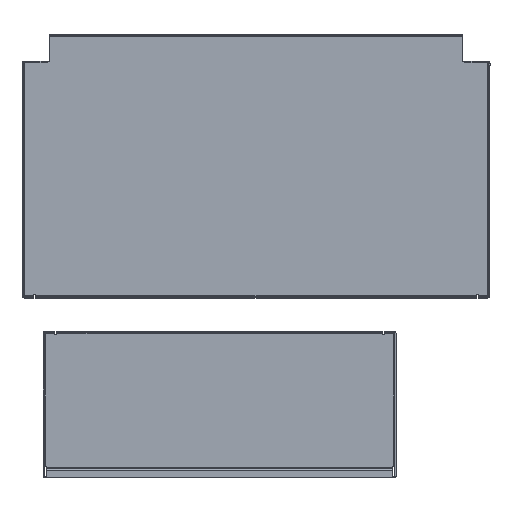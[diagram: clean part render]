
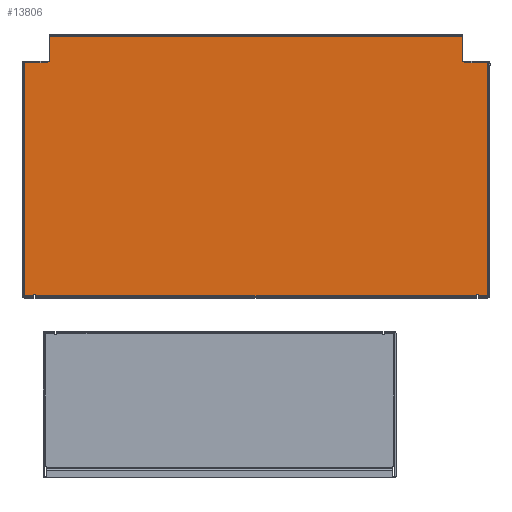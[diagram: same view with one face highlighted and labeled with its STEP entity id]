
A CAD part, top view. The second image highlights one B-rep face of the part: STEP entity #13806.
In plain terms, the highlighted planar face has unit normal (0, 0, 1).
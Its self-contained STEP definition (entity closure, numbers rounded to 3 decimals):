
#165=PLANE('',#14679);
#772=FACE_OUTER_BOUND('',#1562,.T.);
#1562=EDGE_LOOP('',(#9578,#9579,#9580,#9581,#9582,#9583,#9584,#9585,#9586,
#9587,#9588,#9589,#9590,#9591,#9592,#9593,#9594,#9595));
#2410=LINE('',#19702,#4080);
#2414=LINE('',#19726,#4084);
#2444=LINE('',#19828,#4114);
#2447=LINE('',#19833,#4117);
#2448=LINE('',#19834,#4118);
#2449=LINE('',#19836,#4119);
#2450=LINE('',#19840,#4120);
#2451=LINE('',#19842,#4121);
#2452=LINE('',#19844,#4122);
#2453=LINE('',#19848,#4123);
#2454=LINE('',#19850,#4124);
#2455=LINE('',#19852,#4125);
#2456=LINE('',#19853,#4126);
#2457=LINE('',#19857,#4127);
#4080=VECTOR('',#15771,10.);
#4084=VECTOR('',#15797,10.);
#4114=VECTOR('',#15895,10.);
#4117=VECTOR('',#15900,1.783);
#4118=VECTOR('',#15901,10.);
#4119=VECTOR('',#15902,10.);
#4120=VECTOR('',#15905,10.);
#4121=VECTOR('',#15906,10.);
#4122=VECTOR('',#15907,10.);
#4123=VECTOR('',#15910,10.);
#4124=VECTOR('',#15911,10.);
#4125=VECTOR('',#15912,10.);
#4126=VECTOR('',#15913,10.);
#4127=VECTOR('',#15916,10.);
#5775=CIRCLE('',#14680,1.);
#5776=CIRCLE('',#14681,1.);
#5777=CIRCLE('',#14682,1.25);
#5778=CIRCLE('',#14683,1.25);
#6097=VERTEX_POINT('',#19695);
#6100=VERTEX_POINT('',#19700);
#6106=VERTEX_POINT('',#19717);
#6109=VERTEX_POINT('',#19724);
#6141=VERTEX_POINT('',#19815);
#6145=VERTEX_POINT('',#19824);
#6147=VERTEX_POINT('',#19827);
#6149=VERTEX_POINT('',#19835);
#6150=VERTEX_POINT('',#19837);
#6151=VERTEX_POINT('',#19839);
#6152=VERTEX_POINT('',#19841);
#6153=VERTEX_POINT('',#19843);
#6154=VERTEX_POINT('',#19845);
#6155=VERTEX_POINT('',#19847);
#6156=VERTEX_POINT('',#19849);
#6157=VERTEX_POINT('',#19851);
#6158=VERTEX_POINT('',#19854);
#6159=VERTEX_POINT('',#19856);
#7436=EDGE_CURVE('',#6100,#6097,#2410,.T.);
#7447=EDGE_CURVE('',#6109,#6106,#2414,.T.);
#7497=EDGE_CURVE('',#6147,#6145,#2444,.T.);
#7500=EDGE_CURVE('',#6141,#6100,#2447,.T.);
#7501=EDGE_CURVE('',#6141,#6147,#2448,.T.);
#7502=EDGE_CURVE('',#6149,#6145,#2449,.T.);
#7503=EDGE_CURVE('',#6150,#6149,#5775,.T.);
#7504=EDGE_CURVE('',#6150,#6151,#2450,.T.);
#7505=EDGE_CURVE('',#6151,#6152,#2451,.T.);
#7506=EDGE_CURVE('',#6153,#6152,#2452,.T.);
#7507=EDGE_CURVE('',#6154,#6153,#5776,.T.);
#7508=EDGE_CURVE('',#6155,#6154,#2453,.T.);
#7509=EDGE_CURVE('',#6155,#6156,#2454,.T.);
#7510=EDGE_CURVE('',#6156,#6157,#2455,.T.);
#7511=EDGE_CURVE('',#6157,#6106,#2456,.T.);
#7512=EDGE_CURVE('',#6109,#6158,#5777,.T.);
#7513=EDGE_CURVE('',#6158,#6159,#2457,.T.);
#7514=EDGE_CURVE('',#6159,#6097,#5778,.T.);
#9578=ORIENTED_EDGE('',*,*,#7436,.F.);
#9579=ORIENTED_EDGE('',*,*,#7500,.F.);
#9580=ORIENTED_EDGE('',*,*,#7501,.T.);
#9581=ORIENTED_EDGE('',*,*,#7497,.T.);
#9582=ORIENTED_EDGE('',*,*,#7502,.F.);
#9583=ORIENTED_EDGE('',*,*,#7503,.F.);
#9584=ORIENTED_EDGE('',*,*,#7504,.T.);
#9585=ORIENTED_EDGE('',*,*,#7505,.T.);
#9586=ORIENTED_EDGE('',*,*,#7506,.F.);
#9587=ORIENTED_EDGE('',*,*,#7507,.F.);
#9588=ORIENTED_EDGE('',*,*,#7508,.F.);
#9589=ORIENTED_EDGE('',*,*,#7509,.T.);
#9590=ORIENTED_EDGE('',*,*,#7510,.T.);
#9591=ORIENTED_EDGE('',*,*,#7511,.T.);
#9592=ORIENTED_EDGE('',*,*,#7447,.F.);
#9593=ORIENTED_EDGE('',*,*,#7512,.T.);
#9594=ORIENTED_EDGE('',*,*,#7513,.T.);
#9595=ORIENTED_EDGE('',*,*,#7514,.T.);
#13806=ADVANCED_FACE('',(#772),#165,.T.);
#14679=AXIS2_PLACEMENT_3D('',#19832,#15898,#15899);
#14680=AXIS2_PLACEMENT_3D('',#19838,#15903,#15904);
#14681=AXIS2_PLACEMENT_3D('',#19846,#15908,#15909);
#14682=AXIS2_PLACEMENT_3D('',#19855,#15914,#15915);
#14683=AXIS2_PLACEMENT_3D('',#19858,#15917,#15918);
#15771=DIRECTION('',(-1.,0.,0.));
#15797=DIRECTION('',(-1.,0.,0.));
#15895=DIRECTION('',(0.,1.,0.));
#15898=DIRECTION('center_axis',(0.,0.,1.));
#15899=DIRECTION('ref_axis',(1.,0.,0.));
#15900=DIRECTION('',(0.,-1.,0.));
#15901=DIRECTION('',(-1.,0.,0.));
#15902=DIRECTION('',(1.,0.,0.));
#15903=DIRECTION('center_axis',(0.,0.,1.));
#15904=DIRECTION('ref_axis',(-0.707,-0.707,0.));
#15905=DIRECTION('',(0.,1.,0.));
#15906=DIRECTION('',(-1.,0.,0.));
#15907=DIRECTION('',(0.,1.,0.));
#15908=DIRECTION('center_axis',(0.,0.,1.));
#15909=DIRECTION('ref_axis',(0.707,-0.707,0.));
#15910=DIRECTION('',(1.,0.,0.));
#15911=DIRECTION('',(0.,-1.,0.));
#15912=DIRECTION('',(-1.,0.,0.));
#15913=DIRECTION('',(0.,-1.,0.));
#15914=DIRECTION('center_axis',(0.,0.,-1.));
#15915=DIRECTION('ref_axis',(1.,0.,0.));
#15916=DIRECTION('',(1.,0.,0.));
#15917=DIRECTION('center_axis',(0.,0.,-1.));
#15918=DIRECTION('ref_axis',(-1.,0.,0.));
#19695=CARTESIAN_POINT('',(244.55,-257.5,1.25));
#19700=CARTESIAN_POINT('',(254.75,-257.5,1.25));
#19702=CARTESIAN_POINT('',(189.837,-257.5,1.25));
#19717=CARTESIAN_POINT('',(-254.75,-257.5,1.25));
#19724=CARTESIAN_POINT('',(-244.55,-257.5,1.25));
#19726=CARTESIAN_POINT('',(-61.212,-257.5,1.25));
#19815=CARTESIAN_POINT('',(254.75,-1.25,1.25));
#19824=CARTESIAN_POINT('',(229.75,0.,1.25));
#19827=CARTESIAN_POINT('',(229.75,-1.25,1.25));
#19828=CARTESIAN_POINT('',(229.75,-65.,1.25));
#19832=CARTESIAN_POINT('Origin',(128.625,-130.,1.25));
#19833=CARTESIAN_POINT('',(254.75,-131.25,1.25));
#19834=CARTESIAN_POINT('',(186.137,-1.25,1.25));
#19835=CARTESIAN_POINT('',(228.25,0.,1.25));
#19836=CARTESIAN_POINT('',(252.5,0.,1.25));
#19837=CARTESIAN_POINT('',(227.25,1.,1.25));
#19838=CARTESIAN_POINT('Origin',(228.25,1.,1.25));
#19839=CARTESIAN_POINT('',(227.25,27.5,1.25));
#19840=CARTESIAN_POINT('',(227.25,-3.75,1.25));
#19841=CARTESIAN_POINT('',(-227.25,27.5,1.25));
#19842=CARTESIAN_POINT('',(177.938,27.5,1.25));
#19843=CARTESIAN_POINT('',(-227.25,1.,1.25));
#19844=CARTESIAN_POINT('',(-227.25,-3.75,1.25));
#19845=CARTESIAN_POINT('',(-228.25,0.,1.25));
#19846=CARTESIAN_POINT('Origin',(-228.25,1.,1.25));
#19847=CARTESIAN_POINT('',(-229.75,0.,1.25));
#19848=CARTESIAN_POINT('',(-252.5,0.,1.25));
#19849=CARTESIAN_POINT('',(-229.75,-1.25,1.25));
#19850=CARTESIAN_POINT('',(-229.75,-65.,1.25));
#19851=CARTESIAN_POINT('',(-254.75,-1.25,1.25));
#19852=CARTESIAN_POINT('',(-57.512,-1.25,1.25));
#19853=CARTESIAN_POINT('',(-254.75,-66.25,1.25));
#19854=CARTESIAN_POINT('',(-242.05,-257.5,1.25));
#19855=CARTESIAN_POINT('Origin',(-243.3,-257.5,1.25));
#19856=CARTESIAN_POINT('',(242.05,-257.5,1.25));
#19857=CARTESIAN_POINT('',(191.688,-257.5,1.25));
#19858=CARTESIAN_POINT('Origin',(243.3,-257.5,1.25));
